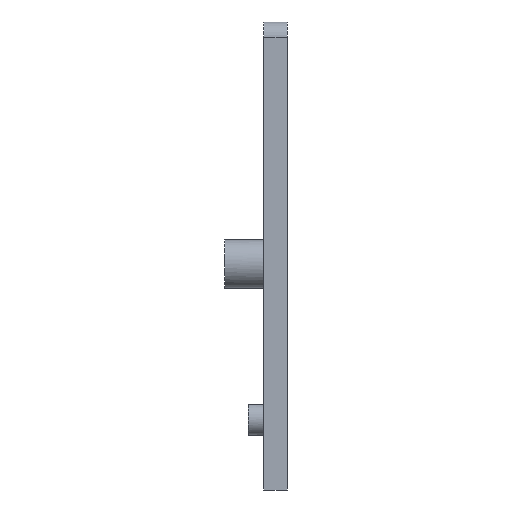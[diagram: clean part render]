
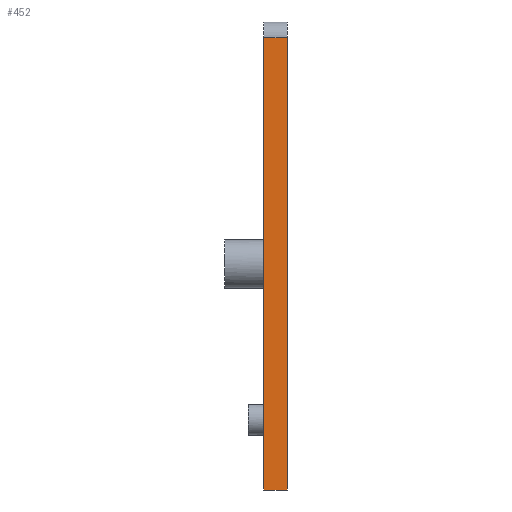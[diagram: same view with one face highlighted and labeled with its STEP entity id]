
A CAD part, front view. The second image highlights one B-rep face of the part: STEP entity #452.
In plain terms, the highlighted planar face has unit normal (0, -1, 0).
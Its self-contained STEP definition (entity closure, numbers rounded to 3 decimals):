
#432=AXIS2_PLACEMENT_3D('Plane Axis2P3D',#429,#430,#431) ;
#111=CARTESIAN_POINT('Vertex',(2.5,0.,0.)) ;
#114=CARTESIAN_POINT('Line Origine',(2.5,0.,14.5)) ;
#118=CARTESIAN_POINT('Vertex',(2.5,0.,29.)) ;
#413=CARTESIAN_POINT('Vertex',(4.,0.,0.)) ;
#416=CARTESIAN_POINT('Line Origine',(3.25,0.,0.)) ;
#429=CARTESIAN_POINT('Axis2P3D Location',(2.5,0.,30.)) ;
#434=CARTESIAN_POINT('Line Origine',(4.,0.,14.5)) ;
#438=CARTESIAN_POINT('Vertex',(4.,0.,29.)) ;
#441=CARTESIAN_POINT('Line Origine',(3.25,0.,29.)) ;
#115=DIRECTION('Vector Direction',(0.,0.,-1.)) ;
#417=DIRECTION('Vector Direction',(-1.,0.,0.)) ;
#430=DIRECTION('Axis2P3D Direction',(0.,-1.,0.)) ;
#431=DIRECTION('Axis2P3D XDirection',(0.,0.,-1.)) ;
#435=DIRECTION('Vector Direction',(0.,0.,-1.)) ;
#442=DIRECTION('Vector Direction',(1.,0.,0.)) ;
#116=VECTOR('Line Direction',#115,1.) ;
#418=VECTOR('Line Direction',#417,1.) ;
#436=VECTOR('Line Direction',#435,1.) ;
#443=VECTOR('Line Direction',#442,1.) ;
#447=ORIENTED_EDGE('',*,*,#440,.F.) ;
#448=ORIENTED_EDGE('',*,*,#445,.F.) ;
#449=ORIENTED_EDGE('',*,*,#120,.T.) ;
#450=ORIENTED_EDGE('',*,*,#420,.F.) ;
#452=ADVANCED_FACE('Koerper.2',(#451),#433,.T.) ;
#120=EDGE_CURVE('',#119,#112,#117,.T.) ;
#420=EDGE_CURVE('',#414,#112,#419,.T.) ;
#440=EDGE_CURVE('',#439,#414,#437,.T.) ;
#445=EDGE_CURVE('',#119,#439,#444,.T.) ;
#446=EDGE_LOOP('',(#447,#448,#449,#450)) ;
#451=FACE_OUTER_BOUND('',#446,.T.) ;
#117=LINE('Line',#114,#116) ;
#419=LINE('Line',#416,#418) ;
#437=LINE('Line',#434,#436) ;
#444=LINE('Line',#441,#443) ;
#433=PLANE('',#432) ;
#112=VERTEX_POINT('',#111) ;
#119=VERTEX_POINT('',#118) ;
#414=VERTEX_POINT('',#413) ;
#439=VERTEX_POINT('',#438) ;
